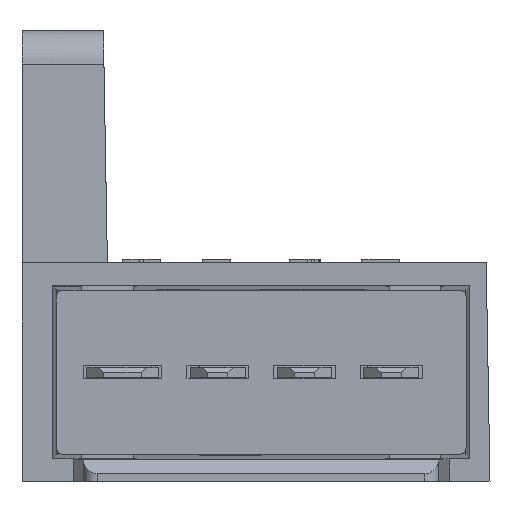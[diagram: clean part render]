
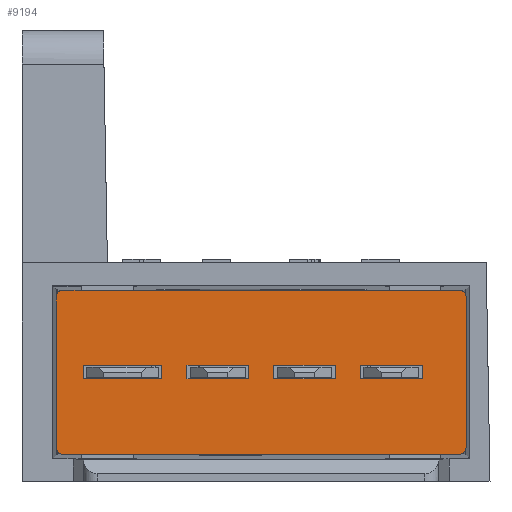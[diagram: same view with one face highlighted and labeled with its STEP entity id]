
A CAD part, front view. The second image highlights one B-rep face of the part: STEP entity #9194.
In plain terms, the highlighted planar face has unit normal (0, -1, 0).
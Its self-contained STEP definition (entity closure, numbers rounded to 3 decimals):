
#7643=CARTESIAN_POINT('',(-5.8,-19.3,-2.2));
#7644=DIRECTION('',(0.,1.,0.));
#7645=DIRECTION('',(0.,0.,-1.));
#7646=AXIS2_PLACEMENT_3D('',#7643,#7644,#7645);
#7648=CARTESIAN_POINT('',(-5.8,-19.3,2.2));
#7649=DIRECTION('',(0.,1.,0.));
#7650=DIRECTION('',(-1.,0.,0.));
#7651=AXIS2_PLACEMENT_3D('',#7648,#7649,#7650);
#7653=DIRECTION('',(1.,0.,0.));
#7654=VECTOR('',#7653,11.6);
#7655=CARTESIAN_POINT('',(-5.8,-19.3,2.4));
#7656=LINE('',#7655,#7654);
#7657=CARTESIAN_POINT('',(5.8,-19.3,2.2));
#7658=DIRECTION('',(0.,1.,0.));
#7659=DIRECTION('',(0.,0.,1.));
#7660=AXIS2_PLACEMENT_3D('',#7657,#7658,#7659);
#7662=CARTESIAN_POINT('',(5.8,-19.3,-2.2));
#7663=DIRECTION('',(0.,1.,0.));
#7664=DIRECTION('',(1.,0.,0.));
#7665=AXIS2_PLACEMENT_3D('',#7662,#7663,#7664);
#7680=DIRECTION('',(1.,0.,0.));
#7681=VECTOR('',#7680,11.6);
#7682=CARTESIAN_POINT('',(-5.8,-19.3,-2.4));
#7683=LINE('',#7682,#7681);
#7709=DIRECTION('',(0.,0.,1.));
#7710=VECTOR('',#7709,4.4);
#7711=CARTESIAN_POINT('',(6.,-19.3,-2.2));
#7712=LINE('',#7711,#7710);
#7769=DIRECTION('',(1.,0.,0.));
#7770=VECTOR('',#7769,1.8);
#7771=CARTESIAN_POINT('',(2.91,-19.3,0.2));
#7772=LINE('',#7771,#7770);
#7905=DIRECTION('',(-1.,0.,0.));
#7906=VECTOR('',#7905,2.3);
#7907=CARTESIAN_POINT('',(-2.91,-19.3,-0.2));
#7908=LINE('',#7907,#7906);
#7913=DIRECTION('',(0.,0.,1.));
#7914=VECTOR('',#7913,0.4);
#7915=CARTESIAN_POINT('',(-5.21,-19.3,-0.2));
#7916=LINE('',#7915,#7914);
#7925=DIRECTION('',(1.,0.,0.));
#7926=VECTOR('',#7925,2.3);
#7927=CARTESIAN_POINT('',(-5.21,-19.3,0.2));
#7928=LINE('',#7927,#7926);
#8121=DIRECTION('',(0.,0.,-1.));
#8122=VECTOR('',#8121,0.4);
#8123=CARTESIAN_POINT('',(-2.91,-19.3,0.2));
#8124=LINE('',#8123,#8122);
#8153=DIRECTION('',(-1.,0.,0.));
#8154=VECTOR('',#8153,1.8);
#8155=CARTESIAN_POINT('',(4.71,-19.3,-0.2));
#8156=LINE('',#8155,#8154);
#8169=DIRECTION('',(0.,0.,1.));
#8170=VECTOR('',#8169,0.4);
#8171=CARTESIAN_POINT('',(2.91,-19.3,-0.2));
#8172=LINE('',#8171,#8170);
#8185=DIRECTION('',(0.,0.,-1.));
#8186=VECTOR('',#8185,0.4);
#8187=CARTESIAN_POINT('',(4.71,-19.3,0.2));
#8188=LINE('',#8187,#8186);
#8201=DIRECTION('',(0.,0.,1.));
#8202=VECTOR('',#8201,0.4);
#8203=CARTESIAN_POINT('',(-2.17,-19.3,-0.2));
#8204=LINE('',#8203,#8202);
#8209=DIRECTION('',(1.,0.,0.));
#8210=VECTOR('',#8209,1.8);
#8211=CARTESIAN_POINT('',(-2.17,-19.3,0.2));
#8212=LINE('',#8211,#8210);
#8221=DIRECTION('',(0.,0.,-1.));
#8222=VECTOR('',#8221,0.4);
#8223=CARTESIAN_POINT('',(-0.37,-19.3,0.2));
#8224=LINE('',#8223,#8222);
#8233=DIRECTION('',(-1.,0.,0.));
#8234=VECTOR('',#8233,1.8);
#8235=CARTESIAN_POINT('',(-0.37,-19.3,-0.2));
#8236=LINE('',#8235,#8234);
#8249=DIRECTION('',(0.,0.,1.));
#8250=VECTOR('',#8249,0.4);
#8251=CARTESIAN_POINT('',(0.37,-19.3,-0.2));
#8252=LINE('',#8251,#8250);
#8257=DIRECTION('',(1.,0.,0.));
#8258=VECTOR('',#8257,1.8);
#8259=CARTESIAN_POINT('',(0.37,-19.3,0.2));
#8260=LINE('',#8259,#8258);
#8269=DIRECTION('',(0.,0.,-1.));
#8270=VECTOR('',#8269,0.4);
#8271=CARTESIAN_POINT('',(2.17,-19.3,0.2));
#8272=LINE('',#8271,#8270);
#8281=DIRECTION('',(-1.,0.,0.));
#8282=VECTOR('',#8281,1.8);
#8283=CARTESIAN_POINT('',(2.17,-19.3,-0.2));
#8284=LINE('',#8283,#8282);
#8405=DIRECTION('',(0.,0.,-1.));
#8406=VECTOR('',#8405,4.4);
#8407=CARTESIAN_POINT('',(-6.,-19.3,2.2));
#8408=LINE('',#8407,#8406);
#8652=CARTESIAN_POINT('',(-5.8,-19.3,2.4));
#8653=CARTESIAN_POINT('',(5.8,-19.3,2.4));
#8654=VERTEX_POINT('',#8652);
#8655=VERTEX_POINT('',#8653);
#8659=CARTESIAN_POINT('',(-5.8,-19.3,-2.4));
#8660=CARTESIAN_POINT('',(-6.,-19.3,-2.2));
#8661=VERTEX_POINT('',#8659);
#8662=VERTEX_POINT('',#8660);
#8663=CARTESIAN_POINT('',(-6.,-19.3,2.2));
#8664=VERTEX_POINT('',#8663);
#8665=CARTESIAN_POINT('',(6.,-19.3,2.2));
#8666=VERTEX_POINT('',#8665);
#8667=CARTESIAN_POINT('',(6.,-19.3,-2.2));
#8668=CARTESIAN_POINT('',(5.8,-19.3,-2.4));
#8669=VERTEX_POINT('',#8667);
#8670=VERTEX_POINT('',#8668);
#8671=CARTESIAN_POINT('',(-2.91,-19.3,-0.2));
#8672=CARTESIAN_POINT('',(-5.21,-19.3,-0.2));
#8673=VERTEX_POINT('',#8671);
#8674=VERTEX_POINT('',#8672);
#8675=CARTESIAN_POINT('',(-5.21,-19.3,0.2));
#8676=CARTESIAN_POINT('',(-2.91,-19.3,0.2));
#8677=VERTEX_POINT('',#8675);
#8678=VERTEX_POINT('',#8676);
#8679=CARTESIAN_POINT('',(2.91,-19.3,0.2));
#8680=CARTESIAN_POINT('',(4.71,-19.3,0.2));
#8681=VERTEX_POINT('',#8679);
#8682=VERTEX_POINT('',#8680);
#8837=CARTESIAN_POINT('',(4.71,-19.3,-0.2));
#8838=CARTESIAN_POINT('',(2.91,-19.3,-0.2));
#8839=VERTEX_POINT('',#8837);
#8840=VERTEX_POINT('',#8838);
#8843=CARTESIAN_POINT('',(-2.17,-19.3,-0.2));
#8844=CARTESIAN_POINT('',(-2.17,-19.3,0.2));
#8845=VERTEX_POINT('',#8843);
#8846=VERTEX_POINT('',#8844);
#8851=CARTESIAN_POINT('',(-0.37,-19.3,0.2));
#8852=VERTEX_POINT('',#8851);
#8855=CARTESIAN_POINT('',(-0.37,-19.3,-0.2));
#8856=VERTEX_POINT('',#8855);
#8859=CARTESIAN_POINT('',(0.37,-19.3,-0.2));
#8860=CARTESIAN_POINT('',(0.37,-19.3,0.2));
#8861=VERTEX_POINT('',#8859);
#8862=VERTEX_POINT('',#8860);
#8867=CARTESIAN_POINT('',(2.17,-19.3,0.2));
#8868=VERTEX_POINT('',#8867);
#8871=CARTESIAN_POINT('',(2.17,-19.3,-0.2));
#8872=VERTEX_POINT('',#8871);
#9133=CARTESIAN_POINT('',(0.,-19.3,0.));
#9134=DIRECTION('',(0.,1.,0.));
#9135=DIRECTION('',(1.,0.,0.));
#9136=AXIS2_PLACEMENT_3D('',#9133,#9134,#9135);
#9137=PLANE('',#9136);
#9139=ORIENTED_EDGE('',*,*,#9138,.T.);
#9141=ORIENTED_EDGE('',*,*,#9140,.F.);
#9143=ORIENTED_EDGE('',*,*,#9142,.T.);
#9144=ORIENTED_EDGE('',*,*,#9075,.T.);
#9145=ORIENTED_EDGE('',*,*,#9124,.T.);
#9147=ORIENTED_EDGE('',*,*,#9146,.F.);
#9149=ORIENTED_EDGE('',*,*,#9148,.T.);
#9151=ORIENTED_EDGE('',*,*,#9150,.F.);
#9152=EDGE_LOOP('',(#9139,#9141,#9143,#9144,#9145,#9147,#9149,#9151));
#9153=FACE_OUTER_BOUND('',#9152,.F.);
#9155=ORIENTED_EDGE('',*,*,#9154,.F.);
#9157=ORIENTED_EDGE('',*,*,#9156,.F.);
#9159=ORIENTED_EDGE('',*,*,#9158,.F.);
#9161=ORIENTED_EDGE('',*,*,#9160,.F.);
#9162=EDGE_LOOP('',(#9155,#9157,#9159,#9161));
#9163=FACE_BOUND('',#9162,.F.);
#9165=ORIENTED_EDGE('',*,*,#9164,.F.);
#9167=ORIENTED_EDGE('',*,*,#9166,.F.);
#9169=ORIENTED_EDGE('',*,*,#9168,.F.);
#9171=ORIENTED_EDGE('',*,*,#9170,.F.);
#9172=EDGE_LOOP('',(#9165,#9167,#9169,#9171));
#9173=FACE_BOUND('',#9172,.F.);
#9175=ORIENTED_EDGE('',*,*,#9174,.F.);
#9177=ORIENTED_EDGE('',*,*,#9176,.F.);
#9179=ORIENTED_EDGE('',*,*,#9178,.F.);
#9181=ORIENTED_EDGE('',*,*,#9180,.F.);
#9182=EDGE_LOOP('',(#9175,#9177,#9179,#9181));
#9183=FACE_BOUND('',#9182,.F.);
#9185=ORIENTED_EDGE('',*,*,#9184,.F.);
#9187=ORIENTED_EDGE('',*,*,#9186,.F.);
#9189=ORIENTED_EDGE('',*,*,#9188,.F.);
#9191=ORIENTED_EDGE('',*,*,#9190,.F.);
#9192=EDGE_LOOP('',(#9185,#9187,#9189,#9191));
#9193=FACE_BOUND('',#9192,.F.);
#9194=ADVANCED_FACE('',(#9153,#9163,#9173,#9183,#9193),#9137,.F.);
#7647=CIRCLE('',#7646,0.2);
#7652=CIRCLE('',#7651,0.2);
#7661=CIRCLE('',#7660,0.2);
#7666=CIRCLE('',#7665,0.2);
#9075=EDGE_CURVE('',#8654,#8655,#7656,.T.);
#9124=EDGE_CURVE('',#8655,#8666,#7661,.T.);
#9138=EDGE_CURVE('',#8661,#8662,#7647,.T.);
#9140=EDGE_CURVE('',#8664,#8662,#8408,.T.);
#9142=EDGE_CURVE('',#8664,#8654,#7652,.T.);
#9146=EDGE_CURVE('',#8669,#8666,#7712,.T.);
#9148=EDGE_CURVE('',#8669,#8670,#7666,.T.);
#9150=EDGE_CURVE('',#8661,#8670,#7683,.T.);
#9154=EDGE_CURVE('',#8674,#8677,#7916,.T.);
#9156=EDGE_CURVE('',#8673,#8674,#7908,.T.);
#9158=EDGE_CURVE('',#8678,#8673,#8124,.T.);
#9160=EDGE_CURVE('',#8677,#8678,#7928,.T.);
#9164=EDGE_CURVE('',#8845,#8846,#8204,.T.);
#9166=EDGE_CURVE('',#8856,#8845,#8236,.T.);
#9168=EDGE_CURVE('',#8852,#8856,#8224,.T.);
#9170=EDGE_CURVE('',#8846,#8852,#8212,.T.);
#9174=EDGE_CURVE('',#8861,#8862,#8252,.T.);
#9176=EDGE_CURVE('',#8872,#8861,#8284,.T.);
#9178=EDGE_CURVE('',#8868,#8872,#8272,.T.);
#9180=EDGE_CURVE('',#8862,#8868,#8260,.T.);
#9184=EDGE_CURVE('',#8840,#8681,#8172,.T.);
#9186=EDGE_CURVE('',#8839,#8840,#8156,.T.);
#9188=EDGE_CURVE('',#8682,#8839,#8188,.T.);
#9190=EDGE_CURVE('',#8681,#8682,#7772,.T.);
